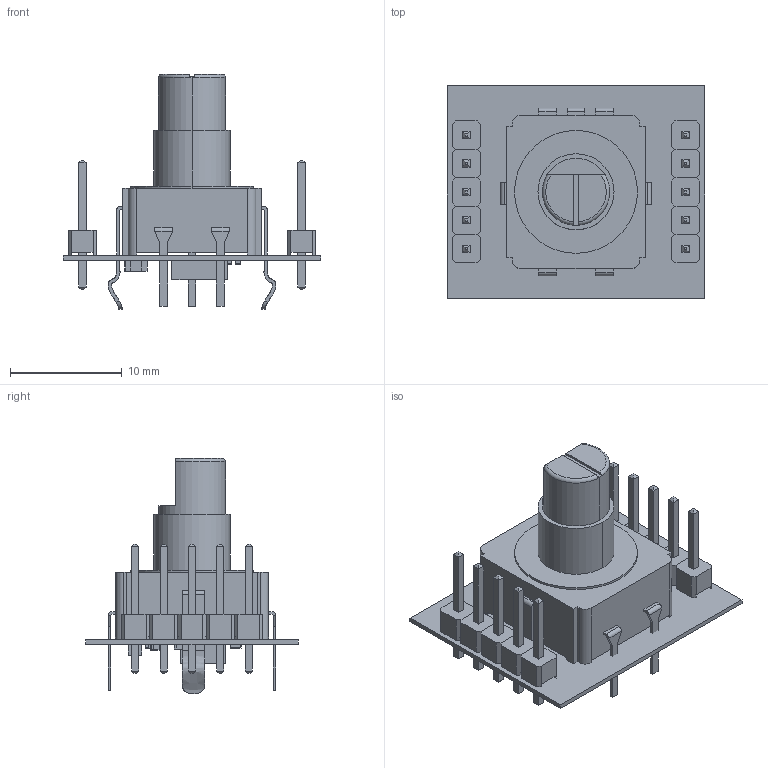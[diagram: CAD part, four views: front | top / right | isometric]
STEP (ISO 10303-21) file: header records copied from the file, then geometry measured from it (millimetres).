
FILE_DESCRIPTION(('Open CASCADE Model'),'2;1');
FILE_NAME('Open CASCADE Shape Model','2020-02-11T08:49:07',('Author'),( 'Open CASCADE'),'Open CASCADE STEP processor 6.8','Open CASCADE 6.8' ,'Unknown');
FILE_SCHEMA(('AUTOMOTIVE_DESIGN { 1 0 10303 214 1 1 1 1 }'));
Length unit declared in the file: millimetre
Products named in the file (28): PCB; Board; Open CASCADE STEP translator 6.8 1.1.1; P2; Pin-Header-Male-5Pin; User_Library-Header_Male_5Pin_PinArray; User_Library-Header_Male_5Pin_BodyArray; L1; User_Library-V0402HD; User_Library-V0402HD_K_X_F6rper_1; User_Library-V0402HD_Anschl_X_FCsse_1; C4; User_Library-Capacitor_0402; C3; U1; 6551630480; Extruded; Rot1; RotaryEcoder; R4; User_Library-R_0402; R3; R2; R1; P1; C2; User_Library-CAPC2013X10; C1
Assembly tree (33 placements, depth 4):
  PCB
    Board
      Open CASCADE STEP translator 6.8 1.1.1
    P2
      Pin-Header-Male-5Pin
        User_Library-Header_Male_5Pin_PinArray
        User_Library-Header_Male_5Pin_BodyArray
    L1
      User_Library-V0402HD
        User_Library-V0402HD_K_X_F6rper_1
        User_Library-V0402HD_Anschl_X_FCsse_1
    C4
      User_Library-Capacitor_0402
    C3
      User_Library-Capacitor_0402
    U1
      6551630480
        Extruded
    Rot1
      RotaryEcoder
    R4
      User_Library-R_0402
    R3
      User_Library-R_0402
    R2
      User_Library-R_0402
    R1
      User_Library-R_0402
    P1
      Pin-Header-Male-5Pin
        User_Library-Header_Male_5Pin_PinArray
        User_Library-Header_Male_5Pin_BodyArray
    C2
      User_Library-CAPC2013X10
    C1
      User_Library-Capacitor_0402
Bounding box: 23 x 19 x 21.03 mm (x, y, z)
Volume: 1684.5 mm3; surface area: 2705.1 mm2
Topology: 42 solids, 45 shells, 1163 faces, 2733 edges, 1638 vertices
Faces by surface type: plane 772, bspline 180, cylinder 162, sphere 48, torus 1
Entity records: 22978 total; most frequent: CARTESIAN_POINT 5657, ORIENTED_EDGE 2674, DIRECTION 2550, EDGE_CURVE 1337, LINE 1024, VECTOR 1024, VERTEX_POINT 818, AXIS2_PLACEMENT_3D 763
